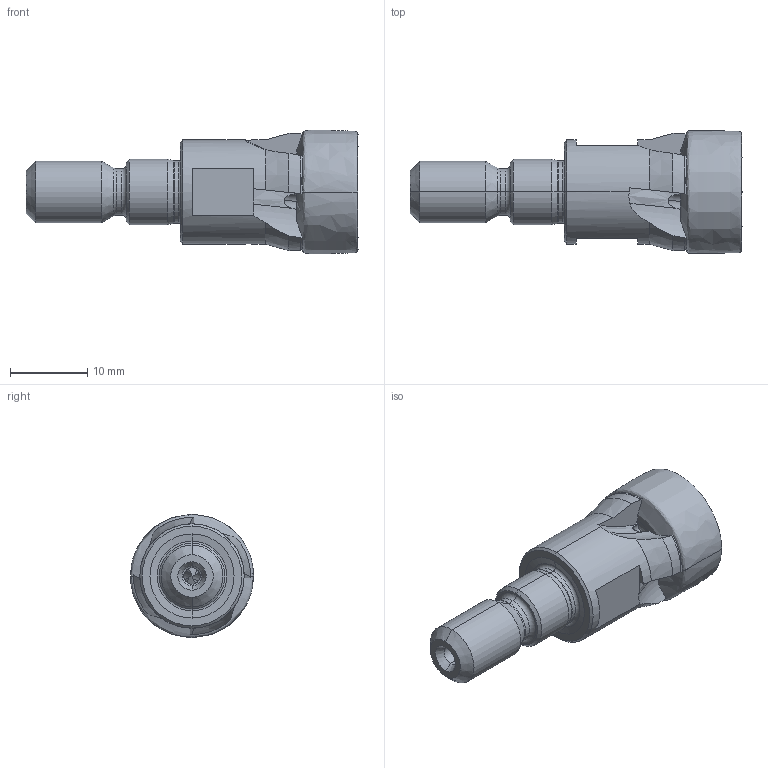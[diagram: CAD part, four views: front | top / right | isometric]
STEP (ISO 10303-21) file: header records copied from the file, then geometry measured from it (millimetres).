
FILE_DESCRIPTION (( 'STEP AP214' ), '1' );
FILE_NAME ('ESF-16-23-M8-63-4.STEP', '2013-03-04T14:22:33', ( '' ), ( '' ), 'SwSTEP 2.0', 'SolidWorks 2013', '' );
FILE_SCHEMA (( 'AUTOMOTIVE_DESIGN' ));
Length unit declared in the file: millimetre
Products named in the file (1): ESF-16-23-M8-63-4
Bounding box: 42.99 x 15.93 x 15.98 mm (x, y, z)
Volume: 4176.4 mm3; surface area: 2454.7 mm2
Topology: 1 solids, 1 shells, 118 faces, 330 edges, 209 vertices
Faces by surface type: cylinder 29, plane 28, cone 26, bspline 23, torus 12
Entity records: 5896 total; most frequent: CARTESIAN_POINT 2953, ORIENTED_EDGE 660, DIRECTION 481, EDGE_CURVE 330, VERTEX_POINT 209, AXIS2_PLACEMENT_3D 206, B_SPLINE_CURVE_WITH_KNOTS 129, EDGE_LOOP 121
